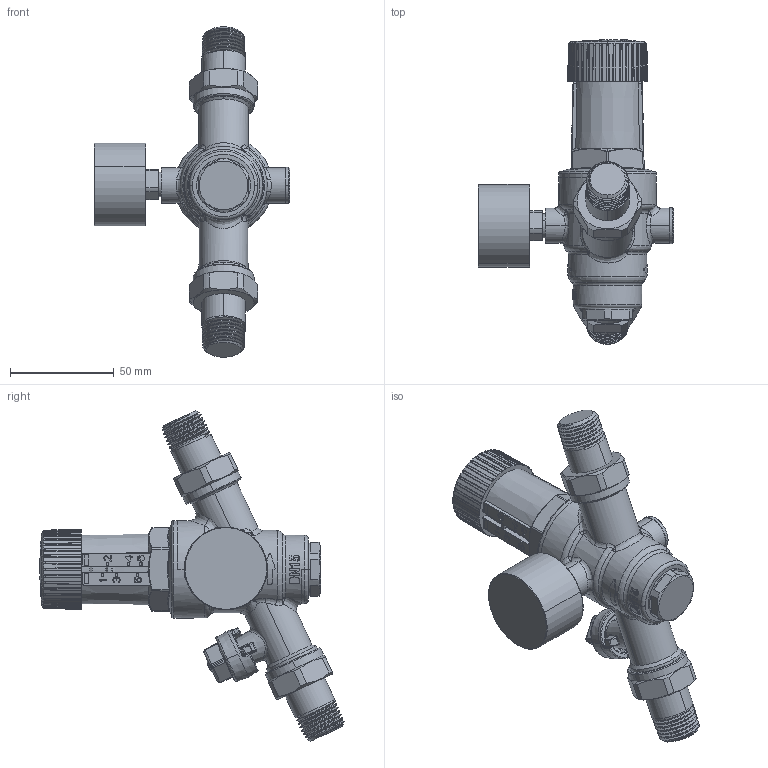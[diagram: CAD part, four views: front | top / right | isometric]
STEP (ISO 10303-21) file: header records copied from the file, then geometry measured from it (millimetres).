
FILE_DESCRIPTION((''),'2;1');
FILE_NAME('1421601_SW0002','2024-11-27T13:33:54',('maticl'),('Audax d.o.o.'),'CREO PARAMETRIC BY PTC INC, 2024253','CREO PARAMETRIC BY PTC INC, 2024253','');
FILE_SCHEMA(('AP242_MANAGED_MODEL_BASED_3D_ENGINEERING_MIM_LF { 1 0 10303 442 1 1 4 }'));
Products named in the file (1): 1421601_SW0002
Bounding box: 94.5 x 146.8 x 159.33 mm (x, y, z)
Volume: 254903.9 mm3; surface area: 44776.4 mm2
Topology: 1 solids, 2 shells, 1844 faces, 4902 edges, 3134 vertices
Faces by surface type: plane 897, bspline 441, cylinder 253, cone 120, torus 56, sphere 39, extrusion 38
Entity records: 107221 total; most frequent: CARTESIAN_POINT 51941, ORIENTED_EDGE 9796, DIRECTION 7222, EDGE_CURVE 4898, VERTEX_POINT 3128, AXIS2_PLACEMENT_3D 2436, VECTOR 2350, LINE 2312
